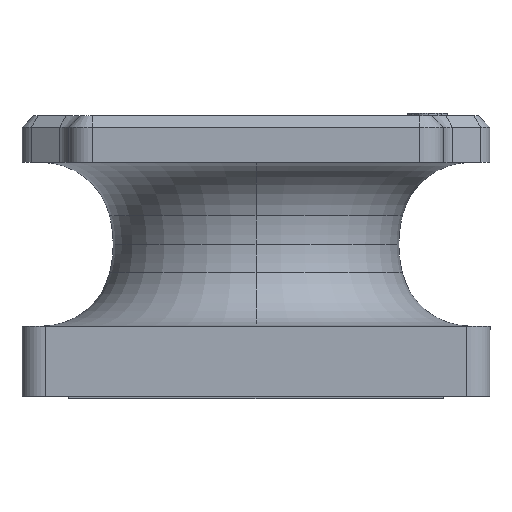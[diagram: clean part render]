
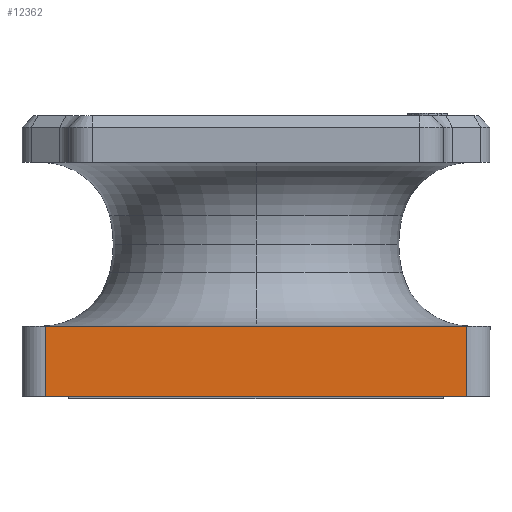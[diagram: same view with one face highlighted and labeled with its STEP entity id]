
A CAD part, left-side view. The second image highlights one B-rep face of the part: STEP entity #12362.
In plain terms, the highlighted planar face has unit normal (-1, 0, 0).
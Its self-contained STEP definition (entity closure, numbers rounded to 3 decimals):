
#41 = VERTEX_POINT ( 'NONE', #3571 ) ;
#1475 = DIRECTION ( 'NONE',  ( 0., -1., 0. ) ) ;
#2168 = EDGE_CURVE ( 'NONE', #9112, #9754, #13965, .T. ) ;
#2251 = CARTESIAN_POINT ( 'NONE',  ( -1., -0.9, 0.3 ) ) ;
#2515 = VECTOR ( 'NONE', #9298, 1000. ) ;
#2915 = DIRECTION ( 'NONE',  ( 0., 0., -1. ) ) ;
#3220 = PLANE ( 'NONE',  #13314 ) ;
#3571 = CARTESIAN_POINT ( 'NONE',  ( -1., 0.9, 0. ) ) ;
#3946 = LINE ( 'NONE', #14770, #5666 ) ;
#5251 = DIRECTION ( 'NONE',  ( 0., -1., 0. ) ) ;
#5666 = VECTOR ( 'NONE', #10256, 1000. ) ;
#6431 = VECTOR ( 'NONE', #5251, 1000. ) ;
#6761 = CARTESIAN_POINT ( 'NONE',  ( -1., -0.9, 0. ) ) ;
#6973 = VERTEX_POINT ( 'NONE', #18990 ) ;
#7874 = CARTESIAN_POINT ( 'NONE',  ( -1., -0.9, 0.3 ) ) ;
#9112 = VERTEX_POINT ( 'NONE', #2251 ) ;
#9298 = DIRECTION ( 'NONE',  ( 0., 0., -1. ) ) ;
#9448 = EDGE_CURVE ( 'NONE', #6973, #9112, #12979, .T. ) ;
#9754 = VERTEX_POINT ( 'NONE', #6761 ) ;
#10256 = DIRECTION ( 'NONE',  ( 0., 0., -1. ) ) ;
#10615 = DIRECTION ( 'NONE',  ( 1., 0., 0. ) ) ;
#10926 = FACE_OUTER_BOUND ( 'NONE', #11113, .T. ) ;
#11113 = EDGE_LOOP ( 'NONE', ( #18397, #14830, #19922, #11414 ) ) ;
#11414 = ORIENTED_EDGE ( 'NONE', *, *, #2168, .F. ) ;
#11829 = VECTOR ( 'NONE', #1475, 1000. ) ;
#12362 = ADVANCED_FACE ( 'NONE', ( #10926 ), #3220, .F. ) ;
#12979 = LINE ( 'NONE', #19083, #6431 ) ;
#13314 = AXIS2_PLACEMENT_3D ( 'NONE', #18467, #10615, #2915 ) ;
#13860 = EDGE_CURVE ( 'NONE', #41, #9754, #15321, .T. ) ;
#13965 = LINE ( 'NONE', #7874, #2515 ) ;
#14770 = CARTESIAN_POINT ( 'NONE',  ( -1., 0.9, 0.3 ) ) ;
#14830 = ORIENTED_EDGE ( 'NONE', *, *, #16485, .T. ) ;
#15321 = LINE ( 'NONE', #16846, #11829 ) ;
#16485 = EDGE_CURVE ( 'NONE', #6973, #41, #3946, .T. ) ;
#16846 = CARTESIAN_POINT ( 'NONE',  ( -1., 0.9, 0. ) ) ;
#18397 = ORIENTED_EDGE ( 'NONE', *, *, #9448, .F. ) ;
#18467 = CARTESIAN_POINT ( 'NONE',  ( -1., 0.9, 0.3 ) ) ;
#18990 = CARTESIAN_POINT ( 'NONE',  ( -1., 0.9, 0.3 ) ) ;
#19083 = CARTESIAN_POINT ( 'NONE',  ( -1., 0.9, 0.3 ) ) ;
#19922 = ORIENTED_EDGE ( 'NONE', *, *, #13860, .T. ) ;
